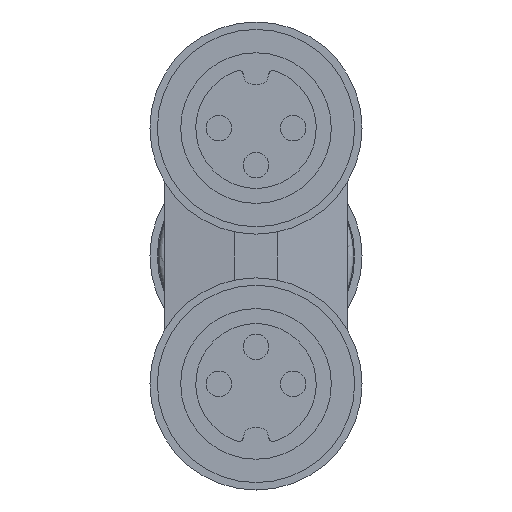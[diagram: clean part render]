
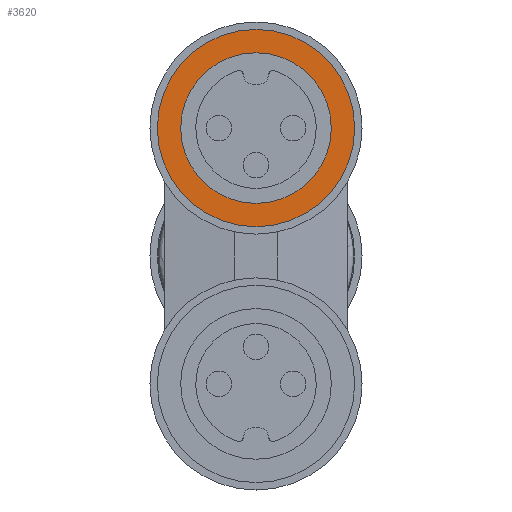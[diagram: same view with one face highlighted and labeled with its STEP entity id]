
A CAD part, left-side view. The second image highlights one B-rep face of the part: STEP entity #3620.
In plain terms, the highlighted face is planar.
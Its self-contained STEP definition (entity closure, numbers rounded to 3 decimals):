
#3070=CARTESIAN_POINT('',(-27.65,13.2,0.));
#3080=VERTEX_POINT('',#3070);
#3110=CARTESIAN_POINT('',(-23.,13.2,0.));
#3120=DIRECTION('',(0.,-1.,0.));
#3130=DIRECTION('',(-1.,0.,0.));
#3140=AXIS2_PLACEMENT_3D('',#3110,#3120,#3130);
#3150=CIRCLE('',#3140,4.65);
#3160=CARTESIAN_POINT('',(-18.35,13.2,0.));
#3170=VERTEX_POINT('',#3160);
#3180=EDGE_CURVE('',#3170,#3080,#3150,.T.);
#3370=CARTESIAN_POINT('',(-24.52,13.2,-0.439));
#3380=DIRECTION('',(0.,1.,0.));
#3390=DIRECTION('',(0.,0.,-1.));
#3400=AXIS2_PLACEMENT_3D('',#3370,#3380,#3390);
#3410=PLANE('',#3400);
#3420=CARTESIAN_POINT('',(-23.,13.2,0.));
#3430=DIRECTION('',(0.,1.,0.));
#3440=DIRECTION('',(1.,0.,0.));
#3450=AXIS2_PLACEMENT_3D('',#3420,#3430,#3440);
#3460=CIRCLE('',#3450,3.55);
#3470=CARTESIAN_POINT('',(-19.45,13.2,0.));
#3480=VERTEX_POINT('',#3470);
#3490=CARTESIAN_POINT('',(-26.55,13.2,0.));
#3500=VERTEX_POINT('',#3490);
#3510=EDGE_CURVE('',#3480,#3500,#3460,.T.);
#3520=ORIENTED_EDGE('',*,*,#3510,.F.);
#3530=EDGE_CURVE('',#3500,#3480,#3460,.T.);
#3540=ORIENTED_EDGE('',*,*,#3530,.F.);
#3550=EDGE_LOOP('',(#3540,#3520));
#3560=FACE_BOUND('',#3550,.T.);
#3570=EDGE_CURVE('',#3080,#3170,#3150,.T.);
#3580=ORIENTED_EDGE('',*,*,#3570,.F.);
#3590=ORIENTED_EDGE('',*,*,#3180,.F.);
#3600=EDGE_LOOP('',(#3590,#3580));
#3610=FACE_OUTER_BOUND('',#3600,.T.);
#3620=ADVANCED_FACE('',(#3560,#3610),#3410,.T.);
